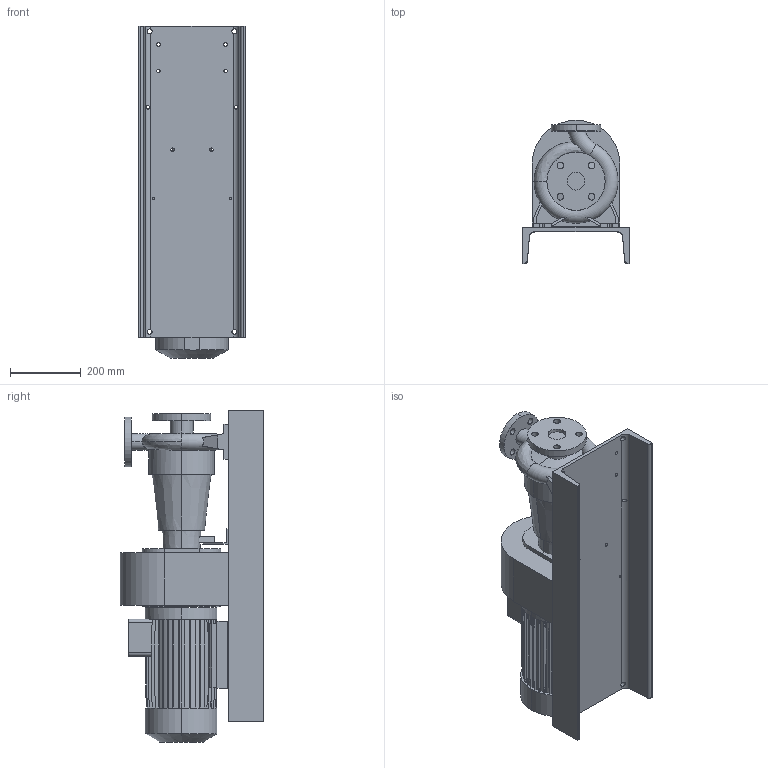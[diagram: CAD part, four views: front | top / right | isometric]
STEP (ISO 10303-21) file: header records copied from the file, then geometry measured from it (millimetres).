
FILE_DESCRIPTION (( 'STEP AP203' ), '1' );
FILE_NAME ('10018071swa00.step', '2023-07-07T12:23:07', ( '' ), ( '' ), 'SwSTEP 2.0', 'SolidWorks 2020', '' );
FILE_SCHEMA (( 'CONFIG_CONTROL_DESIGN' ));
Length unit declared in the file: millimetre
Products named in the file (5): 10018072swp00_100L; 10012573swp00_130; 10018071swa00; 10017783swp00_32-160; 10018097swp00_MCG 15 N 32-160 100
Assembly tree (4 placements, depth 2):
  10018071swa00
    10017783swp00_32-160
    10018097swp00_MCG 15 N 32-160 100
    10018072swp00_100L
    10012573swp00_130
Bounding box: 300 x 405 x 939 mm (x, y, z)
Volume: 36152655.1 mm3; surface area: 2195074.5 mm2
Topology: 10 solids, 10 shells, 560 faces, 1570 edges, 1043 vertices
Faces by surface type: plane 397, cylinder 150, cone 8, torus 3, bspline 2
Entity records: 20067 total; most frequent: CARTESIAN_POINT 4798, ORIENTED_EDGE 3140, DIRECTION 2958, EDGE_CURVE 1570, LINE 1188, VECTOR 1188, VERTEX_POINT 1043, AXIS2_PLACEMENT_3D 885
